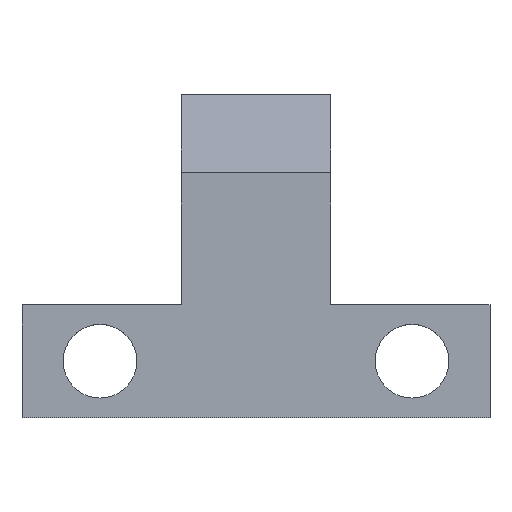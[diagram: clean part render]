
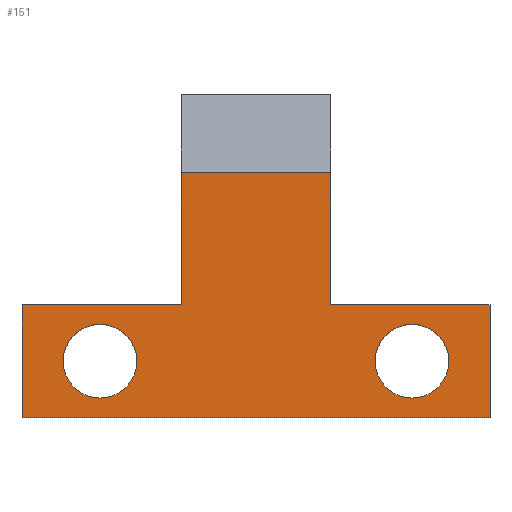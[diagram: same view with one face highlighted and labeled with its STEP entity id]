
A CAD part, top view. The second image highlights one B-rep face of the part: STEP entity #151.
In plain terms, the highlighted planar face has unit normal (0, 0, 1).
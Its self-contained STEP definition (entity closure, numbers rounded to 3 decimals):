
#22 = VERTEX_POINT('',#23);
#23 = CARTESIAN_POINT('',(3.048,8.652,4.769));
#56 = VERTEX_POINT('',#57);
#57 = CARTESIAN_POINT('',(3.048,4.588,4.769));
#63 = EDGE_CURVE('',#22,#56,#64,.T.);
#64 = LINE('',#65,#66);
#65 = CARTESIAN_POINT('',(3.048,8.652,4.769));
#66 = VECTOR('',#67,1.);
#67 = DIRECTION('',(0.,-1.,0.));
#77 = EDGE_CURVE('',#22,#78,#80,.T.);
#78 = VERTEX_POINT('',#79);
#79 = CARTESIAN_POINT('',(3.048,9.985,4.769));
#80 = LINE('',#81,#82);
#81 = CARTESIAN_POINT('',(3.048,8.652,4.769));
#82 = VECTOR('',#83,1.);
#83 = DIRECTION('',(0.,1.,0.));
#134 = VERTEX_POINT('',#135);
#135 = CARTESIAN_POINT('',(9.525,4.588,4.769));
#141 = EDGE_CURVE('',#56,#134,#142,.T.);
#142 = LINE('',#143,#144);
#143 = CARTESIAN_POINT('',(3.048,4.588,4.769));
#144 = VECTOR('',#145,1.);
#145 = DIRECTION('',(1.,0.,0.));
#151 = ADVANCED_FACE('',(#152,#211,#222),#233,.T.);
#152 = FACE_BOUND('',#153,.T.);
#153 = EDGE_LOOP('',(#154,#155,#156,#164,#172,#180,#188,#196,#204,#210)
  );
#154 = ORIENTED_EDGE('',*,*,#63,.F.);
#155 = ORIENTED_EDGE('',*,*,#77,.T.);
#156 = ORIENTED_EDGE('',*,*,#157,.T.);
#157 = EDGE_CURVE('',#78,#158,#160,.T.);
#158 = VERTEX_POINT('',#159);
#159 = CARTESIAN_POINT('',(-3.048,9.985,4.769));
#160 = LINE('',#161,#162);
#161 = CARTESIAN_POINT('',(24.081,9.985,4.769));
#162 = VECTOR('',#163,1.);
#163 = DIRECTION('',(-1.,-0.,0.));
#164 = ORIENTED_EDGE('',*,*,#165,.T.);
#165 = EDGE_CURVE('',#158,#166,#168,.T.);
#166 = VERTEX_POINT('',#167);
#167 = CARTESIAN_POINT('',(-3.048,8.652,4.769));
#168 = LINE('',#169,#170);
#169 = CARTESIAN_POINT('',(-3.048,13.16,4.769));
#170 = VECTOR('',#171,1.);
#171 = DIRECTION('',(0.,-1.,0.));
#172 = ORIENTED_EDGE('',*,*,#173,.F.);
#173 = EDGE_CURVE('',#174,#166,#176,.T.);
#174 = VERTEX_POINT('',#175);
#175 = CARTESIAN_POINT('',(-3.048,4.588,4.769));
#176 = LINE('',#177,#178);
#177 = CARTESIAN_POINT('',(-3.048,4.588,4.769));
#178 = VECTOR('',#179,1.);
#179 = DIRECTION('',(0.,1.,0.));
#180 = ORIENTED_EDGE('',*,*,#181,.F.);
#181 = EDGE_CURVE('',#182,#174,#184,.T.);
#182 = VERTEX_POINT('',#183);
#183 = CARTESIAN_POINT('',(-9.525,4.588,4.769));
#184 = LINE('',#185,#186);
#185 = CARTESIAN_POINT('',(-9.525,4.588,4.769));
#186 = VECTOR('',#187,1.);
#187 = DIRECTION('',(1.,0.,0.));
#188 = ORIENTED_EDGE('',*,*,#189,.F.);
#189 = EDGE_CURVE('',#190,#182,#192,.T.);
#190 = VERTEX_POINT('',#191);
#191 = CARTESIAN_POINT('',(-9.525,0.,4.769));
#192 = LINE('',#193,#194);
#193 = CARTESIAN_POINT('',(-9.525,0.,4.769));
#194 = VECTOR('',#195,1.);
#195 = DIRECTION('',(0.,1.,0.));
#196 = ORIENTED_EDGE('',*,*,#197,.F.);
#197 = EDGE_CURVE('',#198,#190,#200,.T.);
#198 = VERTEX_POINT('',#199);
#199 = CARTESIAN_POINT('',(9.525,0.,4.769));
#200 = LINE('',#201,#202);
#201 = CARTESIAN_POINT('',(9.525,0.,4.769));
#202 = VECTOR('',#203,1.);
#203 = DIRECTION('',(-1.,-0.,0.));
#204 = ORIENTED_EDGE('',*,*,#205,.F.);
#205 = EDGE_CURVE('',#134,#198,#206,.T.);
#206 = LINE('',#207,#208);
#207 = CARTESIAN_POINT('',(9.525,4.588,4.769));
#208 = VECTOR('',#209,1.);
#209 = DIRECTION('',(0.,-1.,0.));
#210 = ORIENTED_EDGE('',*,*,#141,.F.);
#211 = FACE_BOUND('',#212,.T.);
#212 = EDGE_LOOP('',(#213));
#213 = ORIENTED_EDGE('',*,*,#214,.T.);
#214 = EDGE_CURVE('',#215,#215,#217,.T.);
#215 = VERTEX_POINT('',#216);
#216 = CARTESIAN_POINT('',(-4.85,2.294,4.769));
#217 = CIRCLE('',#218,1.5);
#218 = AXIS2_PLACEMENT_3D('',#219,#220,#221);
#219 = CARTESIAN_POINT('',(-6.35,2.294,4.769));
#220 = DIRECTION('',(0.,0.,-1.));
#221 = DIRECTION('',(1.,0.,0.));
#222 = FACE_BOUND('',#223,.T.);
#223 = EDGE_LOOP('',(#224));
#224 = ORIENTED_EDGE('',*,*,#225,.T.);
#225 = EDGE_CURVE('',#226,#226,#228,.T.);
#226 = VERTEX_POINT('',#227);
#227 = CARTESIAN_POINT('',(7.85,2.294,4.769));
#228 = CIRCLE('',#229,1.5);
#229 = AXIS2_PLACEMENT_3D('',#230,#231,#232);
#230 = CARTESIAN_POINT('',(6.35,2.294,4.769));
#231 = DIRECTION('',(0.,0.,-1.));
#232 = DIRECTION('',(1.,0.,0.));
#233 = PLANE('',#234);
#234 = AXIS2_PLACEMENT_3D('',#235,#236,#237);
#235 = CARTESIAN_POINT('',(0.,4.357,4.769));
#236 = DIRECTION('',(0.,0.,1.));
#237 = DIRECTION('',(1.,0.,0.));
